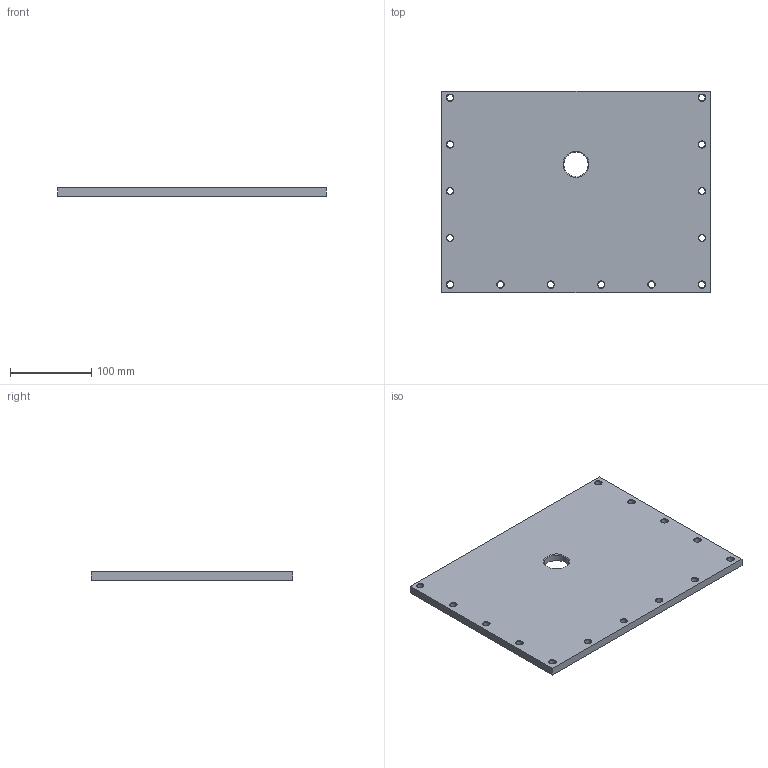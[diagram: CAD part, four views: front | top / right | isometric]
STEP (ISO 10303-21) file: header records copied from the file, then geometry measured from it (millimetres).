
FILE_DESCRIPTION (( 'STEP AP214' ), '1' );
FILE_NAME ('gasket.STEP', '2018-01-30T14:21:59', ( '' ), ( '' ), 'SwSTEP 2.0', 'SolidWorks 2017', '' );
FILE_SCHEMA (( 'AUTOMOTIVE_DESIGN' ));
Length unit declared in the file: millimetre
Products named in the file (1): gasket
Bounding box: 330 x 248 x 10 mm (x, y, z)
Volume: 804106.3 mm3; surface area: 176575.1 mm2
Topology: 1 solids, 1 shells, 96 faces, 222 edges, 128 vertices
Faces by surface type: cone 60, cylinder 30, plane 6
Entity records: 2800 total; most frequent: DIRECTION 536, CARTESIAN_POINT 447, ORIENTED_EDGE 444, EDGE_CURVE 222, AXIS2_PLACEMENT_3D 217, VERTEX_POINT 128, EDGE_LOOP 126, CIRCLE 120
